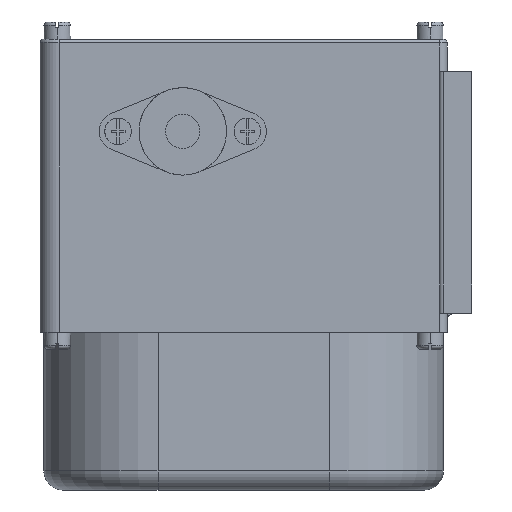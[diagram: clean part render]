
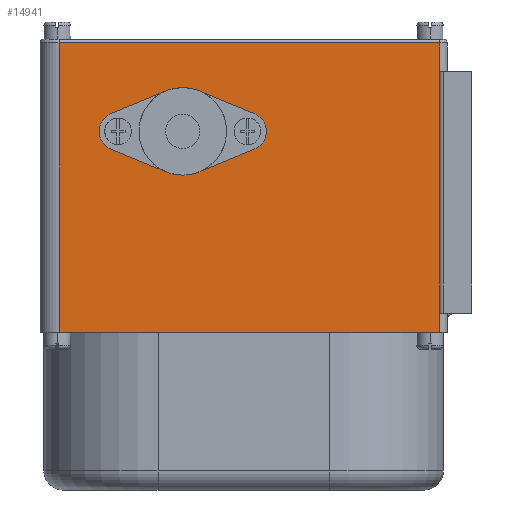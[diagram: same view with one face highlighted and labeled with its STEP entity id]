
A CAD part, left-side view. The second image highlights one B-rep face of the part: STEP entity #14941.
In plain terms, the highlighted planar face has unit normal (-1, 0, 0).
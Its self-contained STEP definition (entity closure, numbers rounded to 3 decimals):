
#17 = VERTEX_POINT ( 'NONE', #1360 ) ;
#122 = CARTESIAN_POINT ( 'NONE',  ( -46., 108.5, 39.25 ) ) ;
#296 = DIRECTION ( 'NONE',  ( -1., 0., 0. ) ) ;
#369 = VERTEX_POINT ( 'NONE', #1959 ) ;
#424 = PLANE ( 'NONE',  #7942 ) ;
#499 = ORIENTED_EDGE ( 'NONE', *, *, #10802, .F. ) ;
#558 = CIRCLE ( 'NONE', #11395, 11.5 ) ;
#683 = AXIS2_PLACEMENT_3D ( 'NONE', #5776, #14877, #7108 ) ;
#768 = CARTESIAN_POINT ( 'NONE',  ( -46., 94.912, 11.38 ) ) ;
#857 = DIRECTION ( 'NONE',  ( 0., 0., 1. ) ) ;
#991 = CARTESIAN_POINT ( 'NONE',  ( -46., 113.5, 39.25 ) ) ;
#1360 = CARTESIAN_POINT ( 'NONE',  ( -46., 80.397, 5.374 ) ) ;
#1498 = EDGE_CURVE ( 'NONE', #10466, #2815, #9918, .T. ) ;
#1619 = CARTESIAN_POINT ( 'NONE',  ( -46., 8.5, 31.75 ) ) ;
#1842 = CARTESIAN_POINT ( 'NONE',  ( -46., 94.912, 20.62 ) ) ;
#1908 = VECTOR ( 'NONE', #7534, 1000. ) ;
#1959 = CARTESIAN_POINT ( 'NONE',  ( -46., 57.088, 11.38 ) ) ;
#2055 = CARTESIAN_POINT ( 'NONE',  ( -46., 57.088, 11.38 ) ) ;
#2146 = LINE ( 'NONE', #768, #15565 ) ;
#2194 = CARTESIAN_POINT ( 'NONE',  ( -46., 80.397, 26.626 ) ) ;
#2200 = VERTEX_POINT ( 'NONE', #7439 ) ;
#2247 = ORIENTED_EDGE ( 'NONE', *, *, #10040, .T. ) ;
#2815 = VERTEX_POINT ( 'NONE', #5108 ) ;
#3060 = CARTESIAN_POINT ( 'NONE',  ( -46., 113.5, -36.75 ) ) ;
#3141 = EDGE_CURVE ( 'NONE', #17, #10466, #10503, .T. ) ;
#3422 = CARTESIAN_POINT ( 'NONE',  ( -46., 113.5, -36.75 ) ) ;
#3425 = FACE_OUTER_BOUND ( 'NONE', #8854, .T. ) ;
#3476 = CIRCLE ( 'NONE', #5707, 11.5 ) ;
#3605 = AXIS2_PLACEMENT_3D ( 'NONE', #11435, #3626, #12754 ) ;
#3626 = DIRECTION ( 'NONE',  ( -1., 0., 0. ) ) ;
#3639 = VERTEX_POINT ( 'NONE', #3752 ) ;
#3752 = CARTESIAN_POINT ( 'NONE',  ( -46., 8.5, -31.75 ) ) ;
#3908 = EDGE_CURVE ( 'NONE', #11182, #13843, #5367, .T. ) ;
#4042 = AXIS2_PLACEMENT_3D ( 'NONE', #6789, #15850, #8107 ) ;
#4149 = EDGE_CURVE ( 'NONE', #2815, #369, #15925, .T. ) ;
#4257 = ORIENTED_EDGE ( 'NONE', *, *, #14066, .F. ) ;
#4376 = ORIENTED_EDGE ( 'NONE', *, *, #14390, .F. ) ;
#4640 = ORIENTED_EDGE ( 'NONE', *, *, #15531, .F. ) ;
#4715 = DIRECTION ( 'NONE',  ( 0., -0.924, -0.382 ) ) ;
#4781 = EDGE_CURVE ( 'NONE', #12100, #11182, #15909, .T. ) ;
#4814 = CARTESIAN_POINT ( 'NONE',  ( -46., 94.912, 11.38 ) ) ;
#4859 = VERTEX_POINT ( 'NONE', #10574 ) ;
#5000 = DIRECTION ( 'NONE',  ( -1., 0., 0. ) ) ;
#5108 = CARTESIAN_POINT ( 'NONE',  ( -46., 71.603, 5.374 ) ) ;
#5367 = CIRCLE ( 'NONE', #15164, 5. ) ;
#5446 = LINE ( 'NONE', #12626, #15011 ) ;
#5453 = CARTESIAN_POINT ( 'NONE',  ( -46., 94.912, 20.62 ) ) ;
#5479 = CIRCLE ( 'NONE', #683, 5. ) ;
#5665 = EDGE_CURVE ( 'NONE', #8745, #15233, #15172, .T. ) ;
#5707 = AXIS2_PLACEMENT_3D ( 'NONE', #7585, #16616, #8895 ) ;
#5776 = CARTESIAN_POINT ( 'NONE',  ( -46., 59., 16. ) ) ;
#6434 = VERTEX_POINT ( 'NONE', #15128 ) ;
#6496 = ORIENTED_EDGE ( 'NONE', *, *, #4781, .F. ) ;
#6530 = LINE ( 'NONE', #3422, #13061 ) ;
#6532 = EDGE_CURVE ( 'NONE', #15233, #12227, #8877, .T. ) ;
#6779 = DIRECTION ( 'NONE',  ( 0., 0.924, -0.382 ) ) ;
#6789 = CARTESIAN_POINT ( 'NONE',  ( -46., 76., 16. ) ) ;
#6908 = FACE_BOUND ( 'NONE', #15514, .T. ) ;
#6974 = CARTESIAN_POINT ( 'NONE',  ( -46., 8.5, -36.75 ) ) ;
#7108 = DIRECTION ( 'NONE',  ( 0., 0., -1. ) ) ;
#7246 = DIRECTION ( 'NONE',  ( 1., 0., 0. ) ) ;
#7342 = VERTEX_POINT ( 'NONE', #11904 ) ;
#7409 = CARTESIAN_POINT ( 'NONE',  ( -46., 8.5, -36.75 ) ) ;
#7439 = CARTESIAN_POINT ( 'NONE',  ( -46., 108.5, -36.75 ) ) ;
#7534 = DIRECTION ( 'NONE',  ( 0., 1., 0. ) ) ;
#7585 = CARTESIAN_POINT ( 'NONE',  ( -46., 76., 16. ) ) ;
#7942 = AXIS2_PLACEMENT_3D ( 'NONE', #3060, #7246, #16286 ) ;
#8079 = CARTESIAN_POINT ( 'NONE',  ( -46., 108.5, -36.75 ) ) ;
#8107 = DIRECTION ( 'NONE',  ( 0., 0., 1. ) ) ;
#8141 = CARTESIAN_POINT ( 'NONE',  ( -46., 93., 16. ) ) ;
#8235 = ORIENTED_EDGE ( 'NONE', *, *, #12126, .F. ) ;
#8287 = VECTOR ( 'NONE', #857, 1000. ) ;
#8343 = VECTOR ( 'NONE', #14010, 1000. ) ;
#8599 = ORIENTED_EDGE ( 'NONE', *, *, #9162, .T. ) ;
#8683 = ORIENTED_EDGE ( 'NONE', *, *, #1498, .F. ) ;
#8720 = ORIENTED_EDGE ( 'NONE', *, *, #4149, .F. ) ;
#8745 = VERTEX_POINT ( 'NONE', #1619 ) ;
#8854 = EDGE_LOOP ( 'NONE', ( #4640, #16128, #16031, #8599, #2247, #9325 ) ) ;
#8877 = LINE ( 'NONE', #991, #1908 ) ;
#8895 = DIRECTION ( 'NONE',  ( 0., 0., 1. ) ) ;
#9162 = EDGE_CURVE ( 'NONE', #12227, #2200, #16277, .T. ) ;
#9325 = ORIENTED_EDGE ( 'NONE', *, *, #16415, .T. ) ;
#9378 = DIRECTION ( 'NONE',  ( 0., 0., -1. ) ) ;
#9407 = VECTOR ( 'NONE', #9378, 1000. ) ;
#9439 = DIRECTION ( 'NONE',  ( 0., 0., 1. ) ) ;
#9464 = VECTOR ( 'NONE', #11190, 1000. ) ;
#9540 = CARTESIAN_POINT ( 'NONE',  ( -46., 76., 4.5 ) ) ;
#9918 = CIRCLE ( 'NONE', #4042, 11.5 ) ;
#10040 = EDGE_CURVE ( 'NONE', #2200, #16814, #6530, .T. ) ;
#10092 = DIRECTION ( 'NONE',  ( 0., -1., 0. ) ) ;
#10466 = VERTEX_POINT ( 'NONE', #9540 ) ;
#10503 = CIRCLE ( 'NONE', #3605, 11.5 ) ;
#10574 = CARTESIAN_POINT ( 'NONE',  ( -46., 71.603, 26.626 ) ) ;
#10802 = EDGE_CURVE ( 'NONE', #6434, #12100, #3476, .T. ) ;
#11143 = VECTOR ( 'NONE', #13298, 1000. ) ;
#11182 = VERTEX_POINT ( 'NONE', #1842 ) ;
#11190 = DIRECTION ( 'NONE',  ( 0., -0.924, 0.382 ) ) ;
#11297 = DIRECTION ( 'NONE',  ( 0., 0., -1. ) ) ;
#11394 = CARTESIAN_POINT ( 'NONE',  ( -46., 57.088, 20.62 ) ) ;
#11395 = AXIS2_PLACEMENT_3D ( 'NONE', #12815, #5000, #14110 ) ;
#11435 = CARTESIAN_POINT ( 'NONE',  ( -46., 76., 16. ) ) ;
#11904 = CARTESIAN_POINT ( 'NONE',  ( -46., 57.088, 20.62 ) ) ;
#12100 = VERTEX_POINT ( 'NONE', #2194 ) ;
#12126 = EDGE_CURVE ( 'NONE', #4859, #6434, #558, .T. ) ;
#12227 = VERTEX_POINT ( 'NONE', #122 ) ;
#12626 = CARTESIAN_POINT ( 'NONE',  ( -46., 8.5, 0. ) ) ;
#12754 = DIRECTION ( 'NONE',  ( 0., 0., 1. ) ) ;
#12815 = CARTESIAN_POINT ( 'NONE',  ( -46., 76., 16. ) ) ;
#13061 = VECTOR ( 'NONE', #10092, 1000. ) ;
#13298 = DIRECTION ( 'NONE',  ( 0., 0., 1. ) ) ;
#13843 = VERTEX_POINT ( 'NONE', #4814 ) ;
#13964 = ORIENTED_EDGE ( 'NONE', *, *, #3908, .F. ) ;
#14010 = DIRECTION ( 'NONE',  ( 0., 0.924, 0.382 ) ) ;
#14066 = EDGE_CURVE ( 'NONE', #369, #7342, #5479, .T. ) ;
#14110 = DIRECTION ( 'NONE',  ( 0., 0., 1. ) ) ;
#14271 = CARTESIAN_POINT ( 'NONE',  ( -46., 8.5, 39.25 ) ) ;
#14390 = EDGE_CURVE ( 'NONE', #7342, #4859, #15620, .T. ) ;
#14610 = LINE ( 'NONE', #6974, #11143 ) ;
#14877 = DIRECTION ( 'NONE',  ( -1., 0., 0. ) ) ;
#14941 = ADVANCED_FACE ( 'NONE', ( #3425, #6908 ), #424, .F. ) ;
#15011 = VECTOR ( 'NONE', #11297, 1000. ) ;
#15114 = VECTOR ( 'NONE', #6779, 1000. ) ;
#15128 = CARTESIAN_POINT ( 'NONE',  ( -46., 76., 27.5 ) ) ;
#15164 = AXIS2_PLACEMENT_3D ( 'NONE', #8141, #296, #9439 ) ;
#15172 = LINE ( 'NONE', #7409, #8287 ) ;
#15233 = VERTEX_POINT ( 'NONE', #14271 ) ;
#15514 = EDGE_LOOP ( 'NONE', ( #13964, #6496, #499, #8235, #4376, #4257, #8720, #8683, #16535, #16751 ) ) ;
#15531 = EDGE_CURVE ( 'NONE', #8745, #3639, #5446, .T. ) ;
#15565 = VECTOR ( 'NONE', #4715, 1000. ) ;
#15620 = LINE ( 'NONE', #11394, #8343 ) ;
#15850 = DIRECTION ( 'NONE',  ( -1., 0., 0. ) ) ;
#15909 = LINE ( 'NONE', #5453, #15114 ) ;
#15925 = LINE ( 'NONE', #2055, #9464 ) ;
#16031 = ORIENTED_EDGE ( 'NONE', *, *, #6532, .T. ) ;
#16128 = ORIENTED_EDGE ( 'NONE', *, *, #5665, .T. ) ;
#16277 = LINE ( 'NONE', #8079, #9407 ) ;
#16286 = DIRECTION ( 'NONE',  ( 0., 0., -1. ) ) ;
#16415 = EDGE_CURVE ( 'NONE', #16814, #3639, #14610, .T. ) ;
#16535 = ORIENTED_EDGE ( 'NONE', *, *, #3141, .F. ) ;
#16616 = DIRECTION ( 'NONE',  ( -1., 0., 0. ) ) ;
#16623 = EDGE_CURVE ( 'NONE', #13843, #17, #2146, .T. ) ;
#16751 = ORIENTED_EDGE ( 'NONE', *, *, #16623, .F. ) ;
#16814 = VERTEX_POINT ( 'NONE', #16876 ) ;
#16876 = CARTESIAN_POINT ( 'NONE',  ( -46., 8.5, -36.75 ) ) ;
